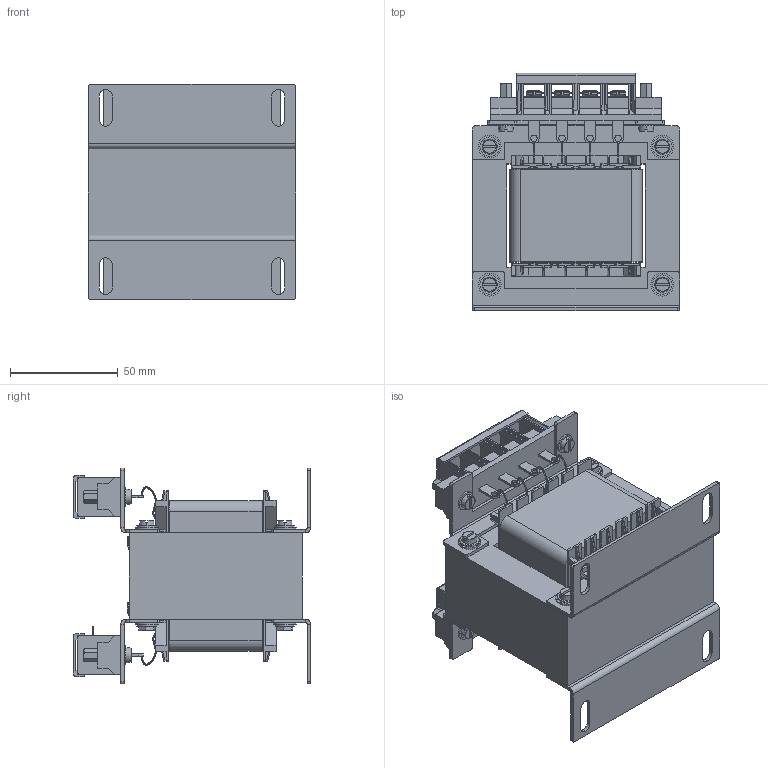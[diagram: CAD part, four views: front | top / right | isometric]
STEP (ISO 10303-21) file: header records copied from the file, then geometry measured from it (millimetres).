
FILE_DESCRIPTION (( 'STEP AP214' ), '1' );
FILE_NAME ('9204 STEP.STEP', '2025-04-11T08:17:41', ( '' ), ( '' ), 'SwSTEP 2.0', 'SolidWorks 2022', '' );
FILE_SCHEMA (( 'AUTOMOTIVE_DESIGN' ));
Length unit declared in the file: millimetre
Products named in the file (1): 9204 STEP
Bounding box: 96 x 110 x 99.88 mm (x, y, z)
Volume: 430716.7 mm3; surface area: 156465.3 mm2
Topology: 61 solids, 61 shells, 2980 faces, 7499 edges, 4664 vertices
Faces by surface type: plane 1738, cylinder 752, bspline 218, torus 144, cone 128
Entity records: 133627 total; most frequent: CARTESIAN_POINT 30812, ORIENTED_EDGE 14934, DIRECTION 13421, EDGE_CURVE 7467, VERTEX_POINT 4664, LINE 4663, VECTOR 4663, AXIS2_PLACEMENT_3D 4379
